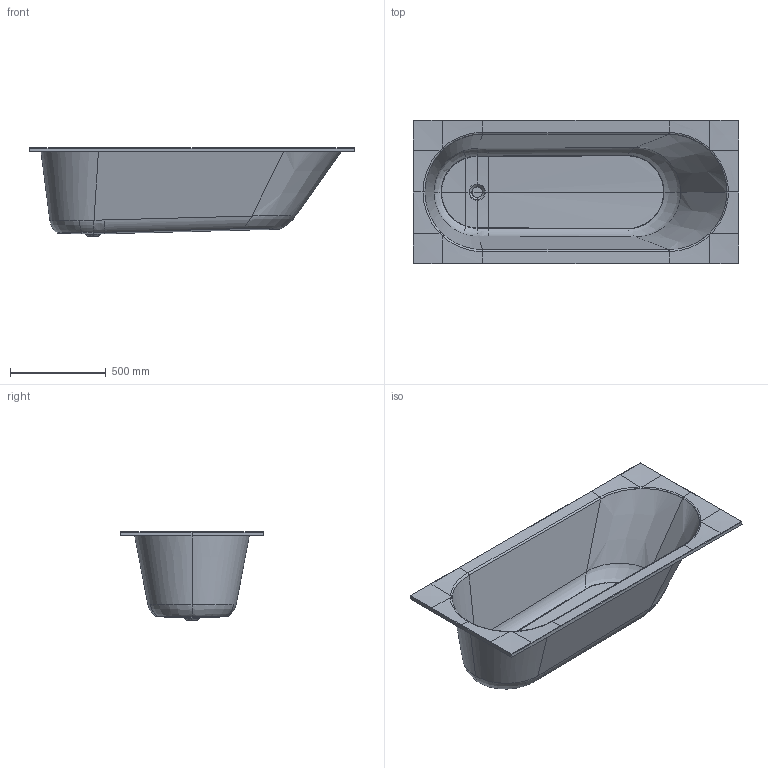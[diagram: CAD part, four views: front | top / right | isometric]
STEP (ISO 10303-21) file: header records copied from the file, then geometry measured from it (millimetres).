
FILE_DESCRIPTION((''),'2;1');
FILE_NAME('UBQ170OBE2V_OBERON','2022-06-29T16:57:37',('hegemanc'),('Villeroy & Boch Wellness bv'),'CREO PARAMETRIC BY PTC INC, 2020454','CREO PARAMETRIC BY PTC INC, 2020454','');
FILE_SCHEMA(('CONFIG_CONTROL_DESIGN'));
Length unit declared in the file: millimetre
Products named in the file (1): UBQ170OBE2V_OBERON
Bounding box: 1701.4 x 751.4 x 463.14 mm (x, y, z)
Surface area: 2458724.5 mm2 (no closed solid volume)
Topology: 0 solids, 2 shells, 116 faces, 307 edges, 178 vertices
Faces by surface type: bspline 54, cylinder 38, plane 12, torus 8, cone 4
Entity records: 7975 total; most frequent: CARTESIAN_POINT 5649, ORIENTED_EDGE 516, DIRECTION 321, EDGE_CURVE 303, VERTEX_POINT 178, B_SPLINE_CURVE_WITH_KNOTS 167, AXIS2_PLACEMENT_3D 123, EDGE_LOOP 116
